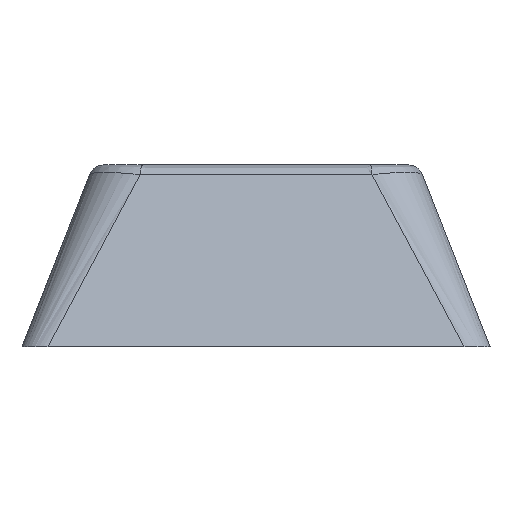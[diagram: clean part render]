
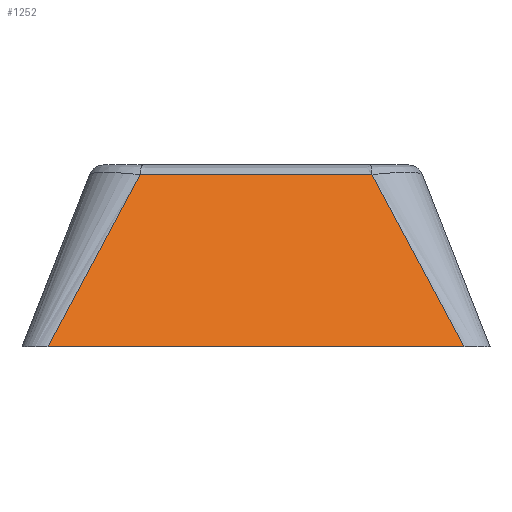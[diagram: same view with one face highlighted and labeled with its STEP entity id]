
A CAD part, left-side view. The second image highlights one B-rep face of the part: STEP entity #1252.
In plain terms, the highlighted free-form (B-spline) face has degree [1, 1] with [2, 2] control points.
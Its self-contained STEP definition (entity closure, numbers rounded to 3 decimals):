
#786 = EDGE_CURVE('',#787,#789,#791,.T.);
#787 = VERTEX_POINT('',#788);
#788 = CARTESIAN_POINT('',(-18.525,-8.,-7.));
#789 = VERTEX_POINT('',#790);
#790 = CARTESIAN_POINT('',(-18.525,8.,-7.));
#791 = LINE('',#792,#793);
#792 = CARTESIAN_POINT('',(-18.525,-8.,-7.));
#793 = VECTOR('',#794,1.);
#794 = DIRECTION('',(0.,1.,0.));
#1252 = ADVANCED_FACE('',(#1253),#1303,.T.);
#1253 = FACE_BOUND('',#1254,.T.);
#1254 = EDGE_LOOP('',(#1255,#1262,#1263,#1270));
#1255 = ORIENTED_EDGE('',*,*,#1256,.T.);
#1256 = EDGE_CURVE('',#1257,#789,#1259,.T.);
#1257 = VERTEX_POINT('',#1258);
#1258 = CARTESIAN_POINT('',(-15.924,4.453,
    -0.378));
#1259 = B_SPLINE_CURVE_WITH_KNOTS('',1,(#1260,#1261),.UNSPECIFIED.,.F.,
  .F.,(2,2),(0.,1.),.PIECEWISE_BEZIER_KNOTS.);
#1260 = CARTESIAN_POINT('',(-15.775,4.25,0.));
#1261 = CARTESIAN_POINT('',(-18.525,8.,-7.));
#1262 = ORIENTED_EDGE('',*,*,#786,.F.);
#1263 = ORIENTED_EDGE('',*,*,#1264,.F.);
#1264 = EDGE_CURVE('',#1265,#787,#1267,.T.);
#1265 = VERTEX_POINT('',#1266);
#1266 = CARTESIAN_POINT('',(-15.924,-4.453,
    -0.38));
#1267 = B_SPLINE_CURVE_WITH_KNOTS('',1,(#1268,#1269),.UNSPECIFIED.,.F.,
  .F.,(2,2),(0.,1.),.PIECEWISE_BEZIER_KNOTS.);
#1268 = CARTESIAN_POINT('',(-15.775,-4.25,0.));
#1269 = CARTESIAN_POINT('',(-18.525,-8.,-7.));
#1270 = ORIENTED_EDGE('',*,*,#1271,.T.);
#1271 = EDGE_CURVE('',#1265,#1257,#1272,.T.);
#1272 = ( BOUNDED_CURVE() B_SPLINE_CURVE(10,(#1273,#1274,#1275,#1276,
    #1277,#1278,#1279,#1280,#1281,#1282,#1283,#1284,#1285,#1286,#1287,
    #1288,#1289,#1290,#1291,#1292,#1293,#1294,#1295,#1296,#1297,#1298,
    #1299,#1300,#1301,#1302),.UNSPECIFIED.,.F.,.F.) 
B_SPLINE_CURVE_WITH_KNOTS((11,10,9,11),(-0.189,0.,8.5
,8.677),.UNSPECIFIED.) CURVE() GEOMETRIC_REPRESENTATION_ITEM() 
RATIONAL_B_SPLINE_CURVE((1.,1.,1.,1.,1.,1.,
    1.,1.,1.,1.,1.,1.,1.,1.,1.,1.,1.,1.,1.,1.,1.,1.,1.,1.,1.
,1.,1.,1.,1.,1.)) REPRESENTATION_ITEM('') );
#1273 = CARTESIAN_POINT('',(-15.924,-4.453,
    -0.38));
#1274 = CARTESIAN_POINT('',(-15.924,-4.433,
    -0.38));
#1275 = CARTESIAN_POINT('',(-15.924,-4.413,
    -0.38));
#1276 = CARTESIAN_POINT('',(-15.924,-4.392,
    -0.38));
#1277 = CARTESIAN_POINT('',(-15.924,-4.372,
    -0.38));
#1278 = CARTESIAN_POINT('',(-15.924,-4.351,
    -0.38));
#1279 = CARTESIAN_POINT('',(-15.924,-4.331,
    -0.38));
#1280 = CARTESIAN_POINT('',(-15.925,-4.311,
    -0.381));
#1281 = CARTESIAN_POINT('',(-15.925,-4.291,
    -0.381));
#1282 = CARTESIAN_POINT('',(-15.925,-4.27,
    -0.381));
#1283 = CARTESIAN_POINT('',(-15.925,-4.25,-0.381));
#1284 = CARTESIAN_POINT('',(-15.925,-3.4,-0.381));
#1285 = CARTESIAN_POINT('',(-15.925,-2.55,
    -0.381));
#1286 = CARTESIAN_POINT('',(-15.925,-1.7,
    -0.381));
#1287 = CARTESIAN_POINT('',(-15.925,-0.849,
    -0.381));
#1288 = CARTESIAN_POINT('',(-15.925,-0.003,
    -0.381));
#1289 = CARTESIAN_POINT('',(-15.925,0.856,
    -0.381));
#1290 = CARTESIAN_POINT('',(-15.925,1.697,
    -0.381));
#1291 = CARTESIAN_POINT('',(-15.924,2.57,
    -0.38));
#1292 = CARTESIAN_POINT('',(-15.925,3.391,-0.382
    ));
#1293 = CARTESIAN_POINT('',(-15.924,4.286,
    -0.379));
#1294 = CARTESIAN_POINT('',(-15.924,4.304,
    -0.379));
#1295 = CARTESIAN_POINT('',(-15.924,4.322,
    -0.379));
#1296 = CARTESIAN_POINT('',(-15.924,4.341,
    -0.379));
#1297 = CARTESIAN_POINT('',(-15.924,4.359,
    -0.379));
#1298 = CARTESIAN_POINT('',(-15.924,4.378,
    -0.379));
#1299 = CARTESIAN_POINT('',(-15.924,4.397,
    -0.379));
#1300 = CARTESIAN_POINT('',(-15.924,4.415,
    -0.379));
#1301 = CARTESIAN_POINT('',(-15.924,4.434,
    -0.379));
#1302 = CARTESIAN_POINT('',(-15.924,4.453,
    -0.378));
#1303 = B_SPLINE_SURFACE_WITH_KNOTS('',1,1,(
    (#1304,#1305)
    ,(#1306,#1307
    )),.UNSPECIFIED.,.F.,.F.,.F.,(2,2),(2,2),(0.,16.),(0.,1.),
  .PIECEWISE_BEZIER_KNOTS.);
#1304 = CARTESIAN_POINT('',(-15.775,-4.25,0.));
#1305 = CARTESIAN_POINT('',(-18.525,-8.,-7.));
#1306 = CARTESIAN_POINT('',(-15.775,4.25,0.));
#1307 = CARTESIAN_POINT('',(-18.525,8.,-7.));
